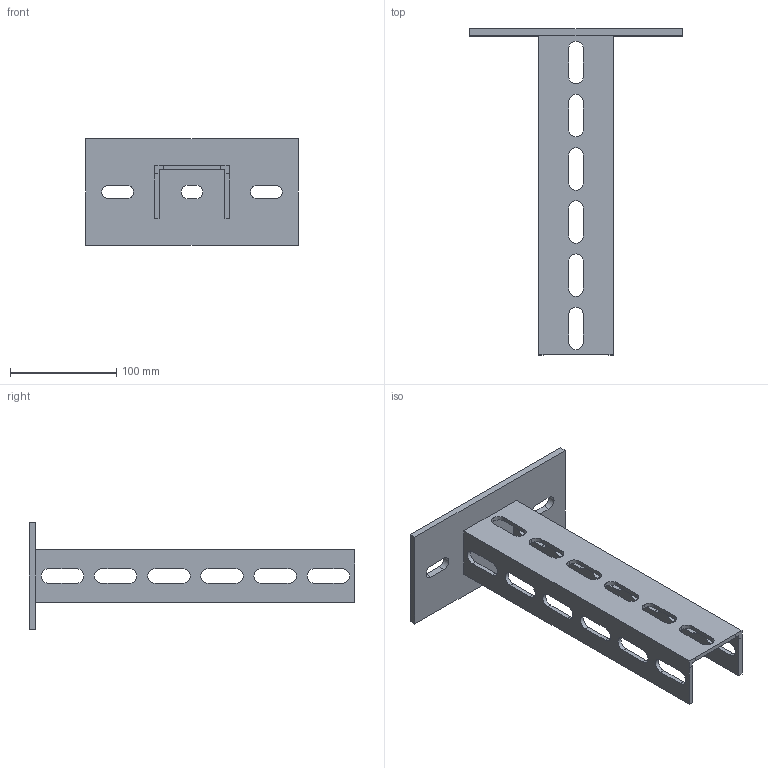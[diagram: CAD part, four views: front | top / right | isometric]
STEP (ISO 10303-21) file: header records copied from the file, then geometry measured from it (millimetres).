
FILE_DESCRIPTION (( 'STEP AP214' ), '1' );
FILE_NAME ('6338858.STP', '2020-05-08T11:15:14', ( '' ), ( '' ), 'SwSTEP 2.0', 'SolidWorks 2018', '' );
FILE_SCHEMA (( 'AUTOMOTIVE_DESIGN' ));
Length unit declared in the file: millimetre
Products named in the file (3): 6338858; KTS 01.009-001_0300; KTS 02.020-008_Standard
Assembly tree (2 placements, depth 2):
  6338858
    KTS 02.020-008_Standard
    KTS 01.009-001_0300
Bounding box: 200 x 306.5 x 100 mm (x, y, z)
Volume: 281055.7 mm3; surface area: 132528 mm2
Topology: 2 solids, 2 shells, 126 faces, 366 edges, 244 vertices
Faces by surface type: plane 66, cylinder 60
Entity records: 4384 total; most frequent: DIRECTION 748, CARTESIAN_POINT 741, ORIENTED_EDGE 732, EDGE_CURVE 366, AXIS2_PLACEMENT_3D 251, VECTOR 246, LINE 246, VERTEX_POINT 244
